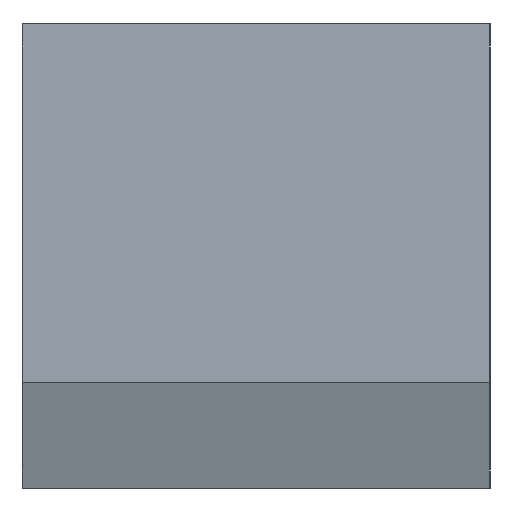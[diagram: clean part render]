
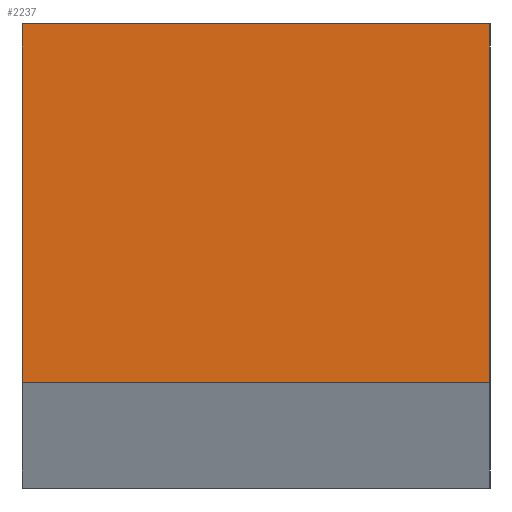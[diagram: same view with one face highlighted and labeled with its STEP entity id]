
A CAD part, left-side view. The second image highlights one B-rep face of the part: STEP entity #2237.
In plain terms, the highlighted planar face has unit normal (-1, 0, 0).
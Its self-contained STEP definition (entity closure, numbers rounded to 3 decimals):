
#540 = DIRECTION ( 'NONE',  ( 0., -1., 0. ) ) ;
#696 = CARTESIAN_POINT ( 'NONE',  ( 0., 0., 29.75 ) ) ;
#836 = EDGE_LOOP ( 'NONE', ( #12986, #9736, #21431, #23123 ) ) ;
#2098 = VECTOR ( 'NONE', #16691, 1000. ) ;
#2237 = ADVANCED_FACE ( 'NONE', ( #17553 ), #28594, .F. ) ;
#6525 = DIRECTION ( 'NONE',  ( 1., 0., 0. ) ) ;
#6673 = CARTESIAN_POINT ( 'NONE',  ( 0., 0., 29.75 ) ) ;
#7119 = EDGE_CURVE ( 'NONE', #19165, #9413, #14166, .T. ) ;
#7789 = CARTESIAN_POINT ( 'NONE',  ( 0., 30., 29.75 ) ) ;
#8025 = VECTOR ( 'NONE', #14032, 1000. ) ;
#9413 = VERTEX_POINT ( 'NONE', #17435 ) ;
#9736 = ORIENTED_EDGE ( 'NONE', *, *, #12226, .F. ) ;
#9976 = LINE ( 'NONE', #7789, #8025 ) ;
#10910 = VECTOR ( 'NONE', #21515, 1000. ) ;
#12045 = LINE ( 'NONE', #16832, #2098 ) ;
#12226 = EDGE_CURVE ( 'NONE', #9413, #18915, #12045, .T. ) ;
#12660 = CARTESIAN_POINT ( 'NONE',  ( 0., 0., 6.75 ) ) ;
#12986 = ORIENTED_EDGE ( 'NONE', *, *, #28537, .F. ) ;
#13218 = DIRECTION ( 'NONE',  ( 0., 1., 0. ) ) ;
#14032 = DIRECTION ( 'NONE',  ( 0., 0., -1. ) ) ;
#14166 = LINE ( 'NONE', #696, #19210 ) ;
#14831 = LINE ( 'NONE', #12660, #10910 ) ;
#16691 = DIRECTION ( 'NONE',  ( 0., 0., -1. ) ) ;
#16832 = CARTESIAN_POINT ( 'NONE',  ( 0., 0., 29.75 ) ) ;
#17435 = CARTESIAN_POINT ( 'NONE',  ( 0., 0., 29.75 ) ) ;
#17553 = FACE_OUTER_BOUND ( 'NONE', #836, .T. ) ;
#18873 = CARTESIAN_POINT ( 'NONE',  ( 0., 0., 6.75 ) ) ;
#18915 = VERTEX_POINT ( 'NONE', #18873 ) ;
#19048 = AXIS2_PLACEMENT_3D ( 'NONE', #6673, #6525, #13218 ) ;
#19165 = VERTEX_POINT ( 'NONE', #25060 ) ;
#19210 = VECTOR ( 'NONE', #540, 1000. ) ;
#21431 = ORIENTED_EDGE ( 'NONE', *, *, #7119, .F. ) ;
#21515 = DIRECTION ( 'NONE',  ( 0., 1., 0. ) ) ;
#23043 = CARTESIAN_POINT ( 'NONE',  ( 0., 30., 6.75 ) ) ;
#23123 = ORIENTED_EDGE ( 'NONE', *, *, #27525, .T. ) ;
#24483 = VERTEX_POINT ( 'NONE', #23043 ) ;
#25060 = CARTESIAN_POINT ( 'NONE',  ( 0., 30., 29.75 ) ) ;
#27525 = EDGE_CURVE ( 'NONE', #19165, #24483, #9976, .T. ) ;
#28537 = EDGE_CURVE ( 'NONE', #18915, #24483, #14831, .T. ) ;
#28594 = PLANE ( 'NONE',  #19048 ) ;
